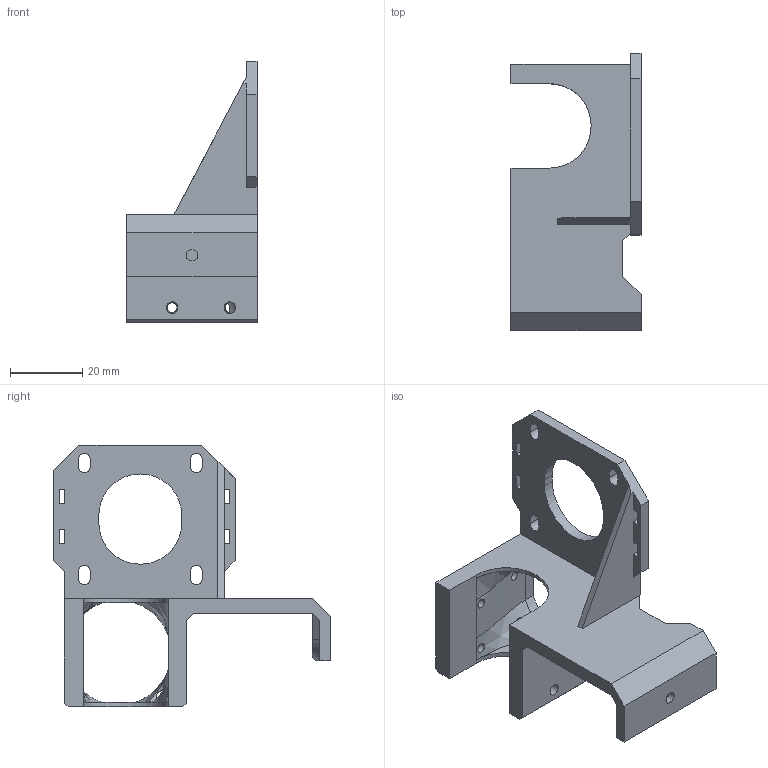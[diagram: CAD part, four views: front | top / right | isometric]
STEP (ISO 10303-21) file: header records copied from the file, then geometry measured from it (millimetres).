
FILE_DESCRIPTION(/* description */ (''),/* implementation_level */ '2;1');
FILE_NAME(/* name */ 'V05-01-01-02-01(L) - BMG mount v5.step',/* time_stamp */ '2021-07-12T22:11:18+03:00',/* author */ (''),/* organization */ (''),/* preprocessor_version */ 'ST-DEVELOPER v18.1',/* originating_system */ 'Autodesk Translation Framework v10.9.0.1377',/* authorisation */ '');
FILE_SCHEMA (('AUTOMOTIVE_DESIGN { 1 0 10303 214 3 1 1 }'));
Length unit declared in the file: millimetre
Products named in the file (1): V05-01-01-02-01(L) - BMG mount
Bounding box: 36 x 76.63 x 72.5 mm (x, y, z)
Volume: 22926.5 mm3; surface area: 16085.2 mm2
Topology: 1 solids, 1 shells, 129 faces, 363 edges, 238 vertices
Faces by surface type: plane 82, cylinder 34, cone 7, bspline 6
Full cylindrical faces by diameter (mm): 2.7 x4, 3 x4, 3.2 x5, 6 x4, 10.2 x1
Entity records: 5763 total; most frequent: CARTESIAN_POINT 2342, ORIENTED_EDGE 726, DIRECTION 643, EDGE_CURVE 363, LINE 251, VECTOR 251, VERTEX_POINT 238, AXIS2_PLACEMENT_3D 196
